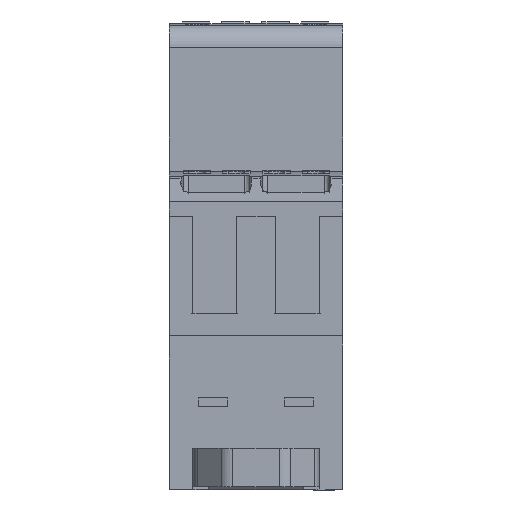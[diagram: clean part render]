
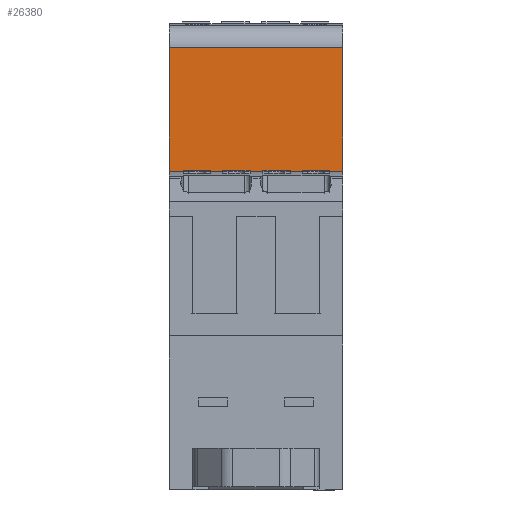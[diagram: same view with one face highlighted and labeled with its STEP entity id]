
A CAD part, front view. The second image highlights one B-rep face of the part: STEP entity #26380.
In plain terms, the highlighted planar face has unit normal (0, -1, 0).
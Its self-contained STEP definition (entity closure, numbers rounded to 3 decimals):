
#26362=AXIS2_PLACEMENT_3D('Plane Axis2P3D',#26359,#26360,#26361) ;
#2638=CARTESIAN_POINT('Vertex',(0.,61.05,40.339)) ;
#2641=CARTESIAN_POINT('Line Origine',(170.732,61.05,40.339)) ;
#2645=CARTESIAN_POINT('Vertex',(15.85,61.05,40.339)) ;
#7602=CARTESIAN_POINT('Vertex',(14.325,61.05,29.)) ;
#7605=CARTESIAN_POINT('Line Origine',(11.7,61.05,29.)) ;
#7609=CARTESIAN_POINT('Vertex',(9.075,61.05,29.)) ;
#7630=CARTESIAN_POINT('Vertex',(6.775,61.05,29.)) ;
#7633=CARTESIAN_POINT('Line Origine',(4.15,61.05,29.)) ;
#7637=CARTESIAN_POINT('Vertex',(1.525,61.05,29.)) ;
#7880=CARTESIAN_POINT('Line Origine',(9.075,61.05,25.825)) ;
#7884=CARTESIAN_POINT('Vertex',(9.075,61.05,22.65)) ;
#7905=CARTESIAN_POINT('Line Origine',(7.925,61.05,22.65)) ;
#7909=CARTESIAN_POINT('Vertex',(6.775,61.05,22.65)) ;
#7937=CARTESIAN_POINT('Line Origine',(6.775,61.05,25.825)) ;
#26004=CARTESIAN_POINT('Line Origine',(0.,61.05,31.044)) ;
#26008=CARTESIAN_POINT('Vertex',(0.,61.05,21.75)) ;
#26087=CARTESIAN_POINT('Vertex',(15.85,61.05,21.75)) ;
#26095=CARTESIAN_POINT('Line Origine',(15.85,61.05,31.044)) ;
#26156=CARTESIAN_POINT('Vertex',(1.525,61.05,21.75)) ;
#26160=CARTESIAN_POINT('Control Point',(0.15,61.05,21.75)) ;
#26161=CARTESIAN_POINT('Control Point',(1.525,61.05,21.75)) ;
#26162=CARTESIAN_POINT('Vertex',(0.15,61.05,21.75)) ;
#26166=CARTESIAN_POINT('Control Point',(0.,61.05,21.75)) ;
#26167=CARTESIAN_POINT('Control Point',(0.15,61.05,21.75)) ;
#26185=CARTESIAN_POINT('Control Point',(15.7,61.05,21.75)) ;
#26186=CARTESIAN_POINT('Control Point',(15.85,61.05,21.75)) ;
#26187=CARTESIAN_POINT('Vertex',(15.7,61.05,21.75)) ;
#26191=CARTESIAN_POINT('Control Point',(14.325,61.05,21.75)) ;
#26192=CARTESIAN_POINT('Control Point',(15.7,61.05,21.75)) ;
#26193=CARTESIAN_POINT('Vertex',(14.325,61.05,21.75)) ;
#26219=CARTESIAN_POINT('Line Origine',(14.325,61.05,25.375)) ;
#26267=CARTESIAN_POINT('Line Origine',(1.525,61.05,25.375)) ;
#26359=CARTESIAN_POINT('Axis2P3D Location',(15.85,61.05,29.)) ;
#2642=DIRECTION('Vector Direction',(-1.,0.,0.)) ;
#7606=DIRECTION('Vector Direction',(1.,0.,0.)) ;
#7634=DIRECTION('Vector Direction',(-1.,0.,0.)) ;
#7881=DIRECTION('Vector Direction',(0.,0.,1.)) ;
#7906=DIRECTION('Vector Direction',(-1.,0.,0.)) ;
#7938=DIRECTION('Vector Direction',(0.,0.,1.)) ;
#26005=DIRECTION('Vector Direction',(0.,0.,-1.)) ;
#26096=DIRECTION('Vector Direction',(0.,0.,-1.)) ;
#26220=DIRECTION('Vector Direction',(0.,0.,-1.)) ;
#26268=DIRECTION('Vector Direction',(0.,0.,-1.)) ;
#26360=DIRECTION('Axis2P3D Direction',(0.,1.,0.)) ;
#26361=DIRECTION('Axis2P3D XDirection',(-1.,0.,0.)) ;
#2643=VECTOR('Line Direction',#2642,1.) ;
#7607=VECTOR('Line Direction',#7606,1.) ;
#7635=VECTOR('Line Direction',#7634,1.) ;
#7882=VECTOR('Line Direction',#7881,1.) ;
#7907=VECTOR('Line Direction',#7906,1.) ;
#7939=VECTOR('Line Direction',#7938,1.) ;
#26006=VECTOR('Line Direction',#26005,1.) ;
#26097=VECTOR('Line Direction',#26096,1.) ;
#26221=VECTOR('Line Direction',#26220,1.) ;
#26269=VECTOR('Line Direction',#26268,1.) ;
#26365=ORIENTED_EDGE('',*,*,#26168,.F.) ;
#26366=ORIENTED_EDGE('',*,*,#26164,.F.) ;
#26367=ORIENTED_EDGE('',*,*,#26271,.F.) ;
#26368=ORIENTED_EDGE('',*,*,#7639,.F.) ;
#26369=ORIENTED_EDGE('',*,*,#7941,.T.) ;
#26370=ORIENTED_EDGE('',*,*,#7911,.F.) ;
#26371=ORIENTED_EDGE('',*,*,#7886,.F.) ;
#26372=ORIENTED_EDGE('',*,*,#7611,.F.) ;
#26373=ORIENTED_EDGE('',*,*,#26223,.T.) ;
#26374=ORIENTED_EDGE('',*,*,#26195,.F.) ;
#26375=ORIENTED_EDGE('',*,*,#26189,.F.) ;
#26376=ORIENTED_EDGE('',*,*,#26099,.F.) ;
#26377=ORIENTED_EDGE('',*,*,#2647,.T.) ;
#26378=ORIENTED_EDGE('',*,*,#26010,.T.) ;
#26380=ADVANCED_FACE('SOCKEL',(#26379),#26363,.F.) ;
#26159=B_SPLINE_CURVE_WITH_KNOTS('',1,(#26160,#26161),.UNSPECIFIED.,.F.,.U.,(2,2),(0.,1.375),.UNSPECIFIED.) ;
#26165=B_SPLINE_CURVE_WITH_KNOTS('',1,(#26166,#26167),.UNSPECIFIED.,.F.,.U.,(2,2),(0.,0.15),.UNSPECIFIED.) ;
#26184=B_SPLINE_CURVE_WITH_KNOTS('',1,(#26185,#26186),.UNSPECIFIED.,.F.,.U.,(2,2),(0.,0.15),.UNSPECIFIED.) ;
#26190=B_SPLINE_CURVE_WITH_KNOTS('',1,(#26191,#26192),.UNSPECIFIED.,.F.,.U.,(2,2),(0.,1.375),.UNSPECIFIED.) ;
#2647=EDGE_CURVE('',#2646,#2639,#2644,.T.) ;
#7611=EDGE_CURVE('',#7603,#7610,#7608,.F.) ;
#7639=EDGE_CURVE('',#7631,#7638,#7636,.T.) ;
#7886=EDGE_CURVE('',#7610,#7885,#7883,.F.) ;
#7911=EDGE_CURVE('',#7885,#7910,#7908,.T.) ;
#7941=EDGE_CURVE('',#7631,#7910,#7940,.F.) ;
#26010=EDGE_CURVE('',#2639,#26009,#26007,.T.) ;
#26099=EDGE_CURVE('',#2646,#26088,#26098,.T.) ;
#26164=EDGE_CURVE('',#26157,#26163,#26159,.F.) ;
#26168=EDGE_CURVE('',#26163,#26009,#26165,.F.) ;
#26189=EDGE_CURVE('',#26088,#26188,#26184,.F.) ;
#26195=EDGE_CURVE('',#26188,#26194,#26190,.F.) ;
#26223=EDGE_CURVE('',#7603,#26194,#26222,.T.) ;
#26271=EDGE_CURVE('',#7638,#26157,#26270,.T.) ;
#26364=EDGE_LOOP('',(#26365,#26366,#26367,#26368,#26369,#26370,#26371,#26372,#26373,#26374,#26375,#26376,#26377,#26378)) ;
#26379=FACE_OUTER_BOUND('',#26364,.T.) ;
#2644=LINE('Line',#2641,#2643) ;
#7608=LINE('Line',#7605,#7607) ;
#7636=LINE('Line',#7633,#7635) ;
#7883=LINE('Line',#7880,#7882) ;
#7908=LINE('Line',#7905,#7907) ;
#7940=LINE('Line',#7937,#7939) ;
#26007=LINE('Line',#26004,#26006) ;
#26098=LINE('Line',#26095,#26097) ;
#26222=LINE('Line',#26219,#26221) ;
#26270=LINE('Line',#26267,#26269) ;
#26363=PLANE('',#26362) ;
#2639=VERTEX_POINT('',#2638) ;
#2646=VERTEX_POINT('',#2645) ;
#7603=VERTEX_POINT('',#7602) ;
#7610=VERTEX_POINT('',#7609) ;
#7631=VERTEX_POINT('',#7630) ;
#7638=VERTEX_POINT('',#7637) ;
#7885=VERTEX_POINT('',#7884) ;
#7910=VERTEX_POINT('',#7909) ;
#26009=VERTEX_POINT('',#26008) ;
#26088=VERTEX_POINT('',#26087) ;
#26157=VERTEX_POINT('',#26156) ;
#26163=VERTEX_POINT('',#26162) ;
#26188=VERTEX_POINT('',#26187) ;
#26194=VERTEX_POINT('',#26193) ;
